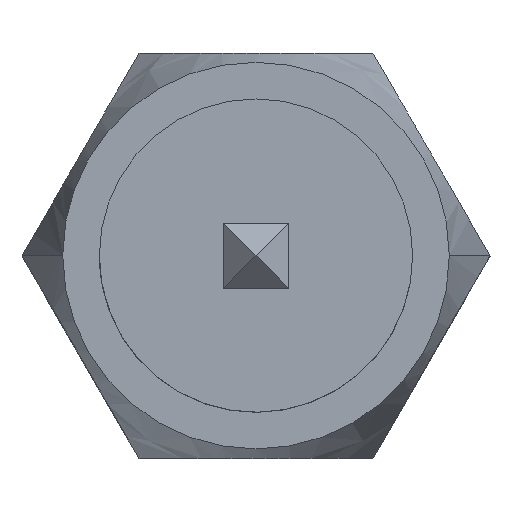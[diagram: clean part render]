
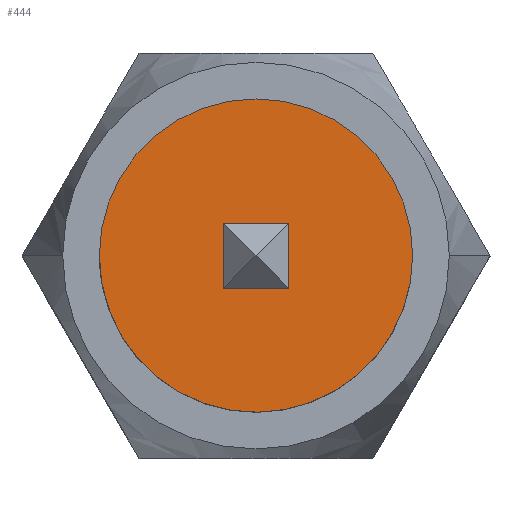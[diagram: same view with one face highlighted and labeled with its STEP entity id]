
A CAD part, top view. The second image highlights one B-rep face of the part: STEP entity #444.
In plain terms, the highlighted planar face has unit normal (0, 0, 1).
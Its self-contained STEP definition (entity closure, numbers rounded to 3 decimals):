
#244=EDGE_CURVE('',#278,#446,#618,.T.);
#248=EDGE_CURVE('',#282,#442,#622,.T.);
#264=VERTEX_POINT('',#638);
#278=VERTEX_POINT('',#656);
#282=VERTEX_POINT('',#661);
#284=VERTEX_POINT('',#663);
#314=EDGE_CURVE('',#442,#514,#695,.T.);
#338=EDGE_CURVE('',#264,#278,#720,.T.);
#418=EDGE_CURVE('',#284,#264,#806,.T.);
#438=EDGE_CURVE('',#446,#284,#829,.T.);
#442=VERTEX_POINT('',#834);
#444=ADVANCED_FACE('',(#836,#837),#838,.T.);
#446=VERTEX_POINT('',#840);
#476=EDGE_CURVE('',#514,#282,#872,.T.);
#514=VERTEX_POINT('',#915);
#618=LINE('',#1049,#1050);
#622=CIRCLE('',#1055,3.85);
#638=CARTESIAN_POINT('',(-0.8,0.8,10.0));
#656=CARTESIAN_POINT('',(0.8,0.8,10.0));
#661=CARTESIAN_POINT('',(3.85,0.,10.0));
#663=CARTESIAN_POINT('',(-0.8,-0.8,10.0));
#695=CIRCLE('',#1188,3.85);
#720=LINE('',#1240,#1241);
#806=LINE('',#1390,#1391);
#829=LINE('',#1448,#1449);
#834=CARTESIAN_POINT('',(-3.766,-0.8,10.0));
#836=FACE_BOUND('',#1456,.T.);
#837=FACE_OUTER_BOUND('',#1457,.T.);
#838=PLANE('',#1458);
#840=CARTESIAN_POINT('',(0.8,-0.8,10.0));
#872=CIRCLE('',#1522,3.85);
#915=CARTESIAN_POINT('',(-3.85,0.,10.0));
#1049=CARTESIAN_POINT('',(0.8,0.,10.0));
#1050=VECTOR('',#1710,1.0);
#1055=AXIS2_PLACEMENT_3D('',#1711,#1712,#1713);
#1188=AXIS2_PLACEMENT_3D('',#1790,#1791,#1792);
#1240=CARTESIAN_POINT('',(-0.962,0.8,10.0));
#1241=VECTOR('',#1808,1.0);
#1390=CARTESIAN_POINT('',(-0.8,0.,10.0));
#1391=VECTOR('',#1885,1.0);
#1448=CARTESIAN_POINT('',(-0.962,-0.8,10.0));
#1449=VECTOR('',#1921,1.0);
#1456=EDGE_LOOP('',(#1930,#1931,#1932,#1933));
#1457=EDGE_LOOP('',(#1934,#1935,#1936));
#1458=AXIS2_PLACEMENT_3D('',#1937,#1938,#1939);
#1522=AXIS2_PLACEMENT_3D('',#1967,#1968,#1969);
#1710=DIRECTION('',(0.,-1.0,0.0));
#1711=CARTESIAN_POINT('',(0.,0.,10.0));
#1712=DIRECTION('',(-0.0,0.0,-1.0));
#1713=DIRECTION('',(-1.0,0.,0.0));
#1790=CARTESIAN_POINT('',(0.,0.,10.0));
#1791=DIRECTION('',(-0.0,0.0,-1.0));
#1792=DIRECTION('',(-1.0,0.,0.0));
#1808=DIRECTION('',(1.0,0.0,0.0));
#1885=DIRECTION('',(0.,1.0,0.0));
#1921=DIRECTION('',(-1.0,0.,0.0));
#1930=ORIENTED_EDGE('',*,*,#338,.T.);
#1931=ORIENTED_EDGE('',*,*,#244,.T.);
#1932=ORIENTED_EDGE('',*,*,#438,.T.);
#1933=ORIENTED_EDGE('',*,*,#418,.T.);
#1934=ORIENTED_EDGE('',*,*,#314,.F.);
#1935=ORIENTED_EDGE('',*,*,#248,.F.);
#1936=ORIENTED_EDGE('',*,*,#476,.F.);
#1937=CARTESIAN_POINT('',(-1.925,0.,10.0));
#1938=DIRECTION('',(0.0,0.0,1.0));
#1939=DIRECTION('',(-1.0,0.,0.0));
#1967=CARTESIAN_POINT('',(0.,0.,10.0));
#1968=DIRECTION('',(-0.0,0.0,-1.0));
#1969=DIRECTION('',(-1.0,0.,0.0));
